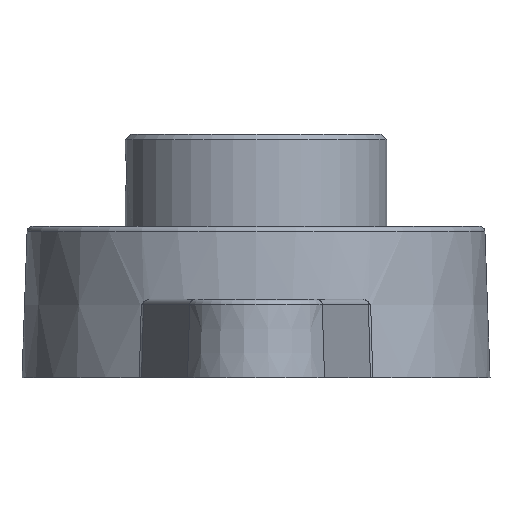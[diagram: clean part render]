
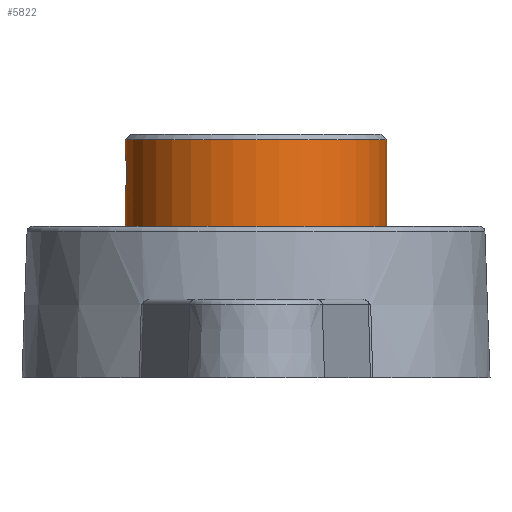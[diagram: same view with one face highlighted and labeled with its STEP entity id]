
A CAD part, left-side view. The second image highlights one B-rep face of the part: STEP entity #5822.
In plain terms, the highlighted cylindrical face has radius 12.3 mm (diameter 24.6 mm), a full revolution.
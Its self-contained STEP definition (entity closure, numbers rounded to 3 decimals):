
#1376=B_SPLINE_CURVE_WITH_KNOTS($,3,(#7998,#7999,#8000,#8001,#8002,#8003,
#8004,#8005,#8006,#8007),.UNSPECIFIED.,.F.,.F.,(4,2,2,2,4),(-0.272,
-0.204,-0.136,-0.068,0.),
 .UNSPECIFIED.);
#1377=B_SPLINE_CURVE_WITH_KNOTS($,3,(#8009,#8010,#8011,#8012,#8013,#8014,
#8015,#8016,#8017,#8018),.UNSPECIFIED.,.F.,.F.,(4,2,2,2,4),(-1.087,
-1.019,-0.951,-0.883,-0.815),
 .UNSPECIFIED.);
#1378=B_SPLINE_CURVE_WITH_KNOTS($,3,(#8020,#8021,#8022,#8023,#8024,#8025,
#8026,#8027,#8028,#8029),.UNSPECIFIED.,.F.,.F.,(4,2,2,2,4),(0.272,
0.34,0.407,0.475,0.543),
 .UNSPECIFIED.);
#1379=B_SPLINE_CURVE_WITH_KNOTS($,3,(#8030,#8031,#8032,#8033,#8034,#8035,
#8036,#8037,#8038,#8039),.UNSPECIFIED.,.F.,.F.,(4,2,2,2,4),(-0.543,
-0.475,-0.407,-0.34,-0.272),
 .UNSPECIFIED.);
#1380=B_SPLINE_CURVE_WITH_KNOTS($,3,(#8044,#8045,#8046,#8047,#8048,#8049,
#8050,#8051,#8052,#8053,#8054,#8055,#8056,#8057,#8058,#8059,#8060,#8061),
 .UNSPECIFIED.,.F.,.F.,(4,2,2,2,2,2,2,2,4),(-1.087,-1.019,
-0.951,-0.883,-0.815,-0.747,
-0.679,-0.611,-0.543),.UNSPECIFIED.);
#1381=B_SPLINE_CURVE_WITH_KNOTS($,3,(#8062,#8063,#8064,#8065,#8066,#8067,
#8068,#8069,#8070,#8071,#8072,#8073,#8074,#8075,#8076,#8077,#8078,#8079),
 .UNSPECIFIED.,.F.,.F.,(4,2,2,2,2,2,2,2,4),(-0.543,-0.475,
-0.407,-0.34,-0.272,-0.204,
-0.136,-0.068,0.),.UNSPECIFIED.);
#1417=CYLINDRICAL_SURFACE($,#6146,12.3);
#1700=FACE_BOUND($,#2077,.T.);
#1701=FACE_BOUND($,#2078,.T.);
#1702=FACE_BOUND($,#2079,.T.);
#1703=FACE_BOUND($,#2080,.T.);
#2077=EDGE_LOOP($,(#3893,#3894,#3895,#3896));
#2078=EDGE_LOOP($,(#3897));
#2079=EDGE_LOOP($,(#3898,#3899));
#2080=EDGE_LOOP($,(#3900));
#2439=CIRCLE($,#6145,12.3);
#2440=CIRCLE($,#6147,12.3);
#2529=VERTEX_POINT($,#7993);
#2530=VERTEX_POINT($,#7996);
#2531=VERTEX_POINT($,#7997);
#2532=VERTEX_POINT($,#8008);
#2533=VERTEX_POINT($,#8019);
#2534=VERTEX_POINT($,#8040);
#2535=VERTEX_POINT($,#8042);
#2536=VERTEX_POINT($,#8043);
#3081=EDGE_CURVE($,#2529,#2529,#2439,.T.);
#3082=EDGE_CURVE($,#2530,#2531,#1376,.T.);
#3083=EDGE_CURVE($,#2531,#2532,#1377,.T.);
#3084=EDGE_CURVE($,#2532,#2533,#1378,.T.);
#3085=EDGE_CURVE($,#2533,#2530,#1379,.T.);
#3086=EDGE_CURVE($,#2534,#2534,#2440,.T.);
#3087=EDGE_CURVE($,#2535,#2536,#1380,.T.);
#3088=EDGE_CURVE($,#2536,#2535,#1381,.T.);
#3893=ORIENTED_EDGE($,*,*,#3082,.T.);
#3894=ORIENTED_EDGE($,*,*,#3083,.T.);
#3895=ORIENTED_EDGE($,*,*,#3084,.T.);
#3896=ORIENTED_EDGE($,*,*,#3085,.T.);
#3897=ORIENTED_EDGE($,*,*,#3086,.F.);
#3898=ORIENTED_EDGE($,*,*,#3087,.T.);
#3899=ORIENTED_EDGE($,*,*,#3088,.T.);
#3900=ORIENTED_EDGE($,*,*,#3081,.T.);
#5822=ADVANCED_FACE($,(#1700,#1701,#1702,#1703),#1417,.T.);
#6145=AXIS2_PLACEMENT_3D($,#7994,#6554,#6555);
#6146=AXIS2_PLACEMENT_3D($,#7995,#6556,#6557);
#6147=AXIS2_PLACEMENT_3D($,#8041,#6558,#6559);
#6554=DIRECTION('center_axis',(0.,0.,-1.));
#6555=DIRECTION('ref_axis',(-1.,0.,0.));
#6556=DIRECTION('center_axis',(0.,0.,-1.));
#6557=DIRECTION('ref_axis',(-1.,0.,0.));
#6558=DIRECTION('center_axis',(0.,0.,-1.));
#6559=DIRECTION('ref_axis',(1.,0.,0.));
#7993=CARTESIAN_POINT('',(-12.3,0.,15.3));
#7994=CARTESIAN_POINT('Origin',(0.,0.,15.3));
#7995=CARTESIAN_POINT('Origin',(0.,0.,15.8));
#7996=CARTESIAN_POINT('',(12.3,0.,10.4));
#7997=CARTESIAN_POINT('',(12.168,-1.8,12.2));
#7998=CARTESIAN_POINT('Ctrl Pts',(12.3,0.,10.4));
#7999=CARTESIAN_POINT('Ctrl Pts',(12.3,-0.226,10.4));
#8000=CARTESIAN_POINT('Ctrl Pts',(12.293,-0.468,10.445));
#8001=CARTESIAN_POINT('Ctrl Pts',(12.268,-0.911,10.629));
#8002=CARTESIAN_POINT('Ctrl Pts',(12.251,-1.113,10.768));
#8003=CARTESIAN_POINT('Ctrl Pts',(12.217,-1.432,11.087));
#8004=CARTESIAN_POINT('Ctrl Pts',(12.2,-1.571,11.289));
#8005=CARTESIAN_POINT('Ctrl Pts',(12.175,-1.755,11.732));
#8006=CARTESIAN_POINT('Ctrl Pts',(12.168,-1.8,11.974));
#8007=CARTESIAN_POINT('Ctrl Pts',(12.168,-1.8,12.2));
#8008=CARTESIAN_POINT('',(12.3,0.,14.));
#8009=CARTESIAN_POINT('Ctrl Pts',(12.168,-1.8,12.2));
#8010=CARTESIAN_POINT('Ctrl Pts',(12.168,-1.8,12.426));
#8011=CARTESIAN_POINT('Ctrl Pts',(12.175,-1.755,12.668));
#8012=CARTESIAN_POINT('Ctrl Pts',(12.2,-1.571,13.111));
#8013=CARTESIAN_POINT('Ctrl Pts',(12.217,-1.432,13.313));
#8014=CARTESIAN_POINT('Ctrl Pts',(12.251,-1.113,13.632));
#8015=CARTESIAN_POINT('Ctrl Pts',(12.268,-0.911,13.771));
#8016=CARTESIAN_POINT('Ctrl Pts',(12.293,-0.468,13.955));
#8017=CARTESIAN_POINT('Ctrl Pts',(12.3,-0.226,14.));
#8018=CARTESIAN_POINT('Ctrl Pts',(12.3,0.,14.));
#8019=CARTESIAN_POINT('',(12.168,1.8,12.2));
#8020=CARTESIAN_POINT('Ctrl Pts',(12.3,0.,14.));
#8021=CARTESIAN_POINT('Ctrl Pts',(12.3,0.226,14.));
#8022=CARTESIAN_POINT('Ctrl Pts',(12.293,0.468,13.955));
#8023=CARTESIAN_POINT('Ctrl Pts',(12.268,0.911,13.771));
#8024=CARTESIAN_POINT('Ctrl Pts',(12.251,1.113,13.632));
#8025=CARTESIAN_POINT('Ctrl Pts',(12.217,1.432,13.313));
#8026=CARTESIAN_POINT('Ctrl Pts',(12.2,1.571,13.111));
#8027=CARTESIAN_POINT('Ctrl Pts',(12.175,1.755,12.668));
#8028=CARTESIAN_POINT('Ctrl Pts',(12.168,1.8,12.426));
#8029=CARTESIAN_POINT('Ctrl Pts',(12.168,1.8,12.2));
#8030=CARTESIAN_POINT('Ctrl Pts',(12.168,1.8,12.2));
#8031=CARTESIAN_POINT('Ctrl Pts',(12.168,1.8,11.974));
#8032=CARTESIAN_POINT('Ctrl Pts',(12.175,1.755,11.732));
#8033=CARTESIAN_POINT('Ctrl Pts',(12.2,1.571,11.289));
#8034=CARTESIAN_POINT('Ctrl Pts',(12.217,1.432,11.087));
#8035=CARTESIAN_POINT('Ctrl Pts',(12.251,1.113,10.768));
#8036=CARTESIAN_POINT('Ctrl Pts',(12.268,0.911,10.629));
#8037=CARTESIAN_POINT('Ctrl Pts',(12.293,0.468,10.445));
#8038=CARTESIAN_POINT('Ctrl Pts',(12.3,0.226,10.4));
#8039=CARTESIAN_POINT('Ctrl Pts',(12.3,0.,10.4));
#8040=CARTESIAN_POINT('',(12.3,0.,6.8));
#8041=CARTESIAN_POINT('Origin',(0.,0.,6.8));
#8042=CARTESIAN_POINT('',(1.8,12.168,12.2));
#8043=CARTESIAN_POINT('',(-1.8,12.168,12.2));
#8044=CARTESIAN_POINT('Ctrl Pts',(1.8,12.168,12.2));
#8045=CARTESIAN_POINT('Ctrl Pts',(1.8,12.168,12.426));
#8046=CARTESIAN_POINT('Ctrl Pts',(1.755,12.175,12.668));
#8047=CARTESIAN_POINT('Ctrl Pts',(1.571,12.2,13.111));
#8048=CARTESIAN_POINT('Ctrl Pts',(1.432,12.217,13.313));
#8049=CARTESIAN_POINT('Ctrl Pts',(1.113,12.251,13.632));
#8050=CARTESIAN_POINT('Ctrl Pts',(0.911,12.268,13.771));
#8051=CARTESIAN_POINT('Ctrl Pts',(0.468,12.293,13.955));
#8052=CARTESIAN_POINT('Ctrl Pts',(0.226,12.3,14.));
#8053=CARTESIAN_POINT('Ctrl Pts',(-0.226,12.3,14.));
#8054=CARTESIAN_POINT('Ctrl Pts',(-0.468,12.293,13.955));
#8055=CARTESIAN_POINT('Ctrl Pts',(-0.911,12.268,13.771));
#8056=CARTESIAN_POINT('Ctrl Pts',(-1.113,12.251,13.632));
#8057=CARTESIAN_POINT('Ctrl Pts',(-1.432,12.217,13.313));
#8058=CARTESIAN_POINT('Ctrl Pts',(-1.571,12.2,13.111));
#8059=CARTESIAN_POINT('Ctrl Pts',(-1.755,12.175,12.668));
#8060=CARTESIAN_POINT('Ctrl Pts',(-1.8,12.168,12.426));
#8061=CARTESIAN_POINT('Ctrl Pts',(-1.8,12.168,12.2));
#8062=CARTESIAN_POINT('Ctrl Pts',(-1.8,12.168,12.2));
#8063=CARTESIAN_POINT('Ctrl Pts',(-1.8,12.168,11.974));
#8064=CARTESIAN_POINT('Ctrl Pts',(-1.755,12.175,11.732));
#8065=CARTESIAN_POINT('Ctrl Pts',(-1.571,12.2,11.289));
#8066=CARTESIAN_POINT('Ctrl Pts',(-1.432,12.217,11.087));
#8067=CARTESIAN_POINT('Ctrl Pts',(-1.113,12.251,10.768));
#8068=CARTESIAN_POINT('Ctrl Pts',(-0.911,12.268,10.629));
#8069=CARTESIAN_POINT('Ctrl Pts',(-0.468,12.293,10.445));
#8070=CARTESIAN_POINT('Ctrl Pts',(-0.226,12.3,10.4));
#8071=CARTESIAN_POINT('Ctrl Pts',(0.226,12.3,10.4));
#8072=CARTESIAN_POINT('Ctrl Pts',(0.468,12.293,10.445));
#8073=CARTESIAN_POINT('Ctrl Pts',(0.911,12.268,10.629));
#8074=CARTESIAN_POINT('Ctrl Pts',(1.113,12.251,10.768));
#8075=CARTESIAN_POINT('Ctrl Pts',(1.432,12.217,11.087));
#8076=CARTESIAN_POINT('Ctrl Pts',(1.571,12.2,11.289));
#8077=CARTESIAN_POINT('Ctrl Pts',(1.755,12.175,11.732));
#8078=CARTESIAN_POINT('Ctrl Pts',(1.8,12.168,11.974));
#8079=CARTESIAN_POINT('Ctrl Pts',(1.8,12.168,12.2));
